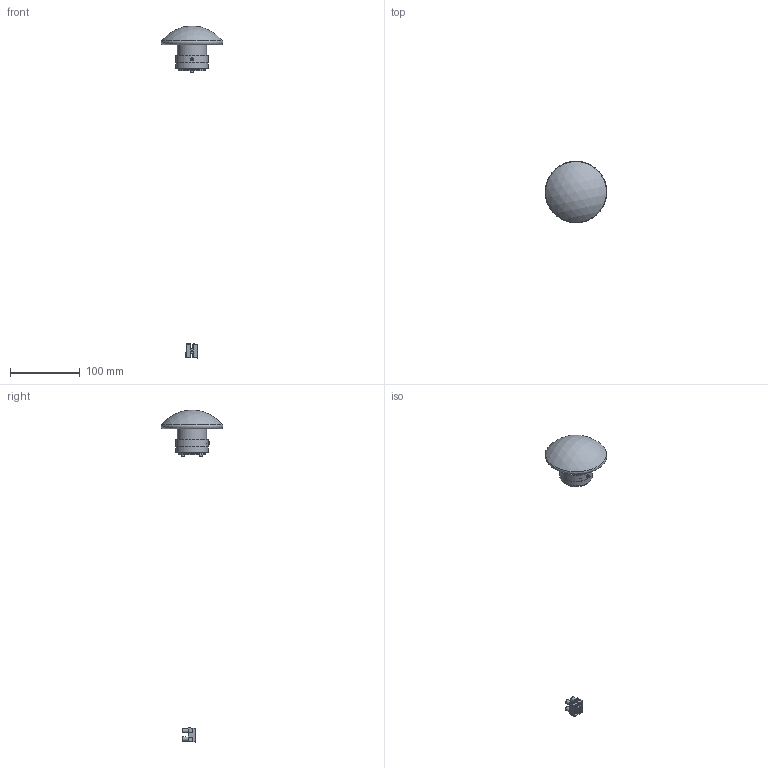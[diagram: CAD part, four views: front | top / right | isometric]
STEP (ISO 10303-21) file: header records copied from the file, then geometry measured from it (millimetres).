
FILE_DESCRIPTION(/* description */ (''),/* implementation_level */ '2;1');
FILE_NAME(/* name */ 'F277560150BINE.stp',/* time_stamp */ '2020-01-17T08:56:02+01:00',/* author */ ('sghezzi'),/* organization */ (''),/* preprocessor_version */ 'ST-DEVELOPER v17.2',/* originating_system */ 'Autodesk Inventor 2019',/* authorisation */ '');
FILE_SCHEMA (('AUTOMOTIVE_DESIGN { 1 0 10303 214 3 1 1 }'));
Length unit declared in the file: millimetre
Products named in the file (8): Sillaba_2775-2G; 030002802; 020049110; 030000112; 065014000 ; 058015003; 030053001; 065007302
Assembly tree (9 placements, depth 2):
  Sillaba_2775-2G
    030002802
    020049110
    030000112
    065014000 
    030053001  x2
    058015003
    065007302  x2
Bounding box: 88.81 x 88.81 x 476.88 mm (x, y, z)
Volume: 108136.2 mm3; surface area: 49053.6 mm2
Topology: 9 solids, 9 shells, 309 faces, 798 edges, 527 vertices
Faces by surface type: plane 184, cylinder 73, bspline 36, cone 8, torus 6, sphere 2
Full cylindrical faces by diameter (mm): 2.3 x4, 2.39 x1, 3 x2, 4 x8, 4.5 x2, 5 x2, 6 x12, 7.8 x3, 8 x2, 12.5 x2, 14 x1, 15.003 x1, 18 x1, 29 x1, 39 x1, 40 x2, 42 x1, 42.4 x1, 47 x2
Entity records: 11012 total; most frequent: CARTESIAN_POINT 3743, ORIENTED_EDGE 1470, DIRECTION 1399, EDGE_CURVE 735, AXIS2_PLACEMENT_3D 500, VERTEX_POINT 483, LINE 399, VECTOR 399
